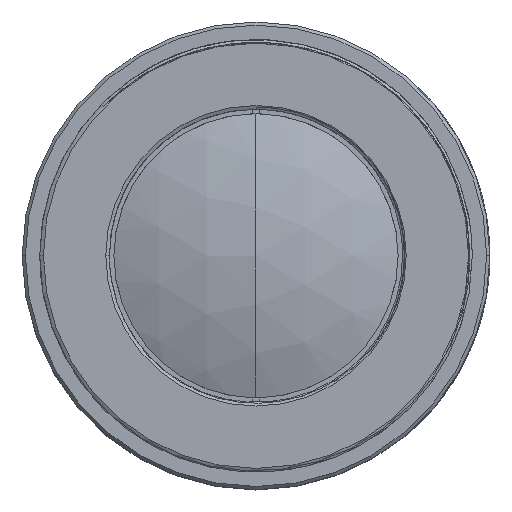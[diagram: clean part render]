
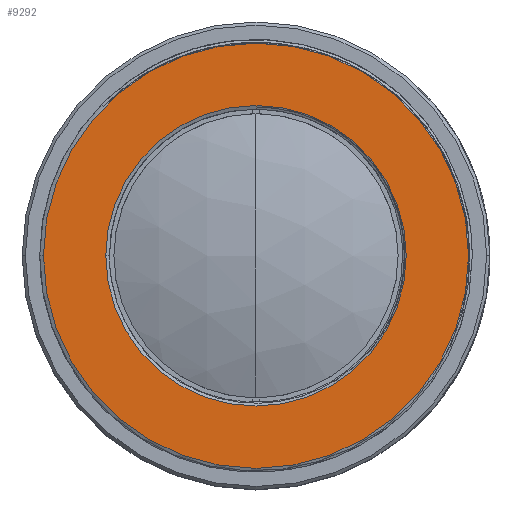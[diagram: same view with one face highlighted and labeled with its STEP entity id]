
A CAD part, top view. The second image highlights one B-rep face of the part: STEP entity #9292.
In plain terms, the highlighted planar face has unit normal (0, 0, 1).
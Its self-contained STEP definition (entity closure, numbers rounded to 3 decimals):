
#110 = CIRCLE ( 'NONE', #3205, 17.953 ) ;
#276 = VERTEX_POINT ( 'NONE', #20675 ) ;
#638 = EDGE_CURVE ( 'NONE', #17821, #276, #110, .T. ) ;
#907 = CARTESIAN_POINT ( 'NONE',  ( 0., 0., 6.863 ) ) ;
#1118 = CARTESIAN_POINT ( 'NONE',  ( -17.953, 0., 6.863 ) ) ;
#1909 = EDGE_CURVE ( 'NONE', #17392, #11792, #6092, .T. ) ;
#2387 = AXIS2_PLACEMENT_3D ( 'NONE', #10243, #22197, #11993 ) ;
#2557 = EDGE_LOOP ( 'NONE', ( #15117, #7902 ) ) ;
#2610 = DIRECTION ( 'NONE',  ( -1., 0., 0. ) ) ;
#3205 = AXIS2_PLACEMENT_3D ( 'NONE', #907, #12902, #2610 ) ;
#3590 = CARTESIAN_POINT ( 'NONE',  ( 0., 0., 6.863 ) ) ;
#3641 = EDGE_LOOP ( 'NONE', ( #6095, #11715 ) ) ;
#5287 = DIRECTION ( 'NONE',  ( -1., 0., 0. ) ) ;
#6092 = CIRCLE ( 'NONE', #2387, 25.405 ) ;
#6095 = ORIENTED_EDGE ( 'NONE', *, *, #1909, .T. ) ;
#6156 = CARTESIAN_POINT ( 'NONE',  ( 0., 0., 6.863 ) ) ;
#7766 = AXIS2_PLACEMENT_3D ( 'NONE', #3590, #15580, #5287 ) ;
#7892 = DIRECTION ( 'NONE',  ( -1., 0., 0. ) ) ;
#7902 = ORIENTED_EDGE ( 'NONE', *, *, #638, .T. ) ;
#9292 = ADVANCED_FACE ( 'NONE', ( #9859, #18429 ), #9547, .F. ) ;
#9547 = PLANE ( 'NONE',  #15184 ) ;
#9620 = CARTESIAN_POINT ( 'NONE',  ( 0., 25.844, 6.863 ) ) ;
#9859 = FACE_BOUND ( 'NONE', #2557, .T. ) ;
#10243 = CARTESIAN_POINT ( 'NONE',  ( 0., 0., 6.863 ) ) ;
#11200 = CARTESIAN_POINT ( 'NONE',  ( -25.405, 0., 6.863 ) ) ;
#11353 = DIRECTION ( 'NONE',  ( -1., 0., 0. ) ) ;
#11715 = ORIENTED_EDGE ( 'NONE', *, *, #15543, .T. ) ;
#11792 = VERTEX_POINT ( 'NONE', #22184 ) ;
#11993 = DIRECTION ( 'NONE',  ( -1., 0., 0. ) ) ;
#12902 = DIRECTION ( 'NONE',  ( 0., 0., -1. ) ) ;
#15117 = ORIENTED_EDGE ( 'NONE', *, *, #15810, .T. ) ;
#15184 = AXIS2_PLACEMENT_3D ( 'NONE', #9620, #21582, #11353 ) ;
#15543 = EDGE_CURVE ( 'NONE', #11792, #17392, #21240, .T. ) ;
#15580 = DIRECTION ( 'NONE',  ( 0., 0., 1. ) ) ;
#15810 = EDGE_CURVE ( 'NONE', #276, #17821, #21982, .T. ) ;
#17392 = VERTEX_POINT ( 'NONE', #11200 ) ;
#17821 = VERTEX_POINT ( 'NONE', #1118 ) ;
#18175 = DIRECTION ( 'NONE',  ( 0., 0., -1. ) ) ;
#18429 = FACE_OUTER_BOUND ( 'NONE', #3641, .T. ) ;
#20380 = AXIS2_PLACEMENT_3D ( 'NONE', #6156, #18175, #7892 ) ;
#20675 = CARTESIAN_POINT ( 'NONE',  ( 17.953, 0., 6.863 ) ) ;
#21240 = CIRCLE ( 'NONE', #7766, 25.405 ) ;
#21582 = DIRECTION ( 'NONE',  ( 0., 0., -1. ) ) ;
#21982 = CIRCLE ( 'NONE', #20380, 17.953 ) ;
#22184 = CARTESIAN_POINT ( 'NONE',  ( 25.405, 0., 6.863 ) ) ;
#22197 = DIRECTION ( 'NONE',  ( 0., 0., 1. ) ) ;
